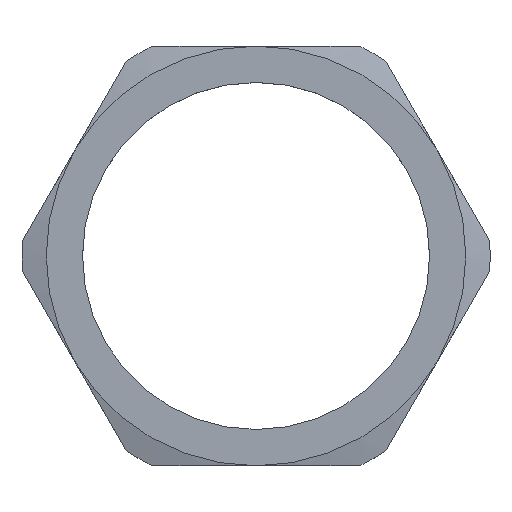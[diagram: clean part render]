
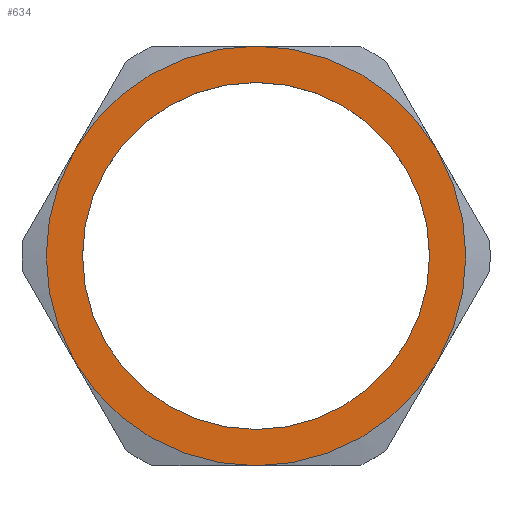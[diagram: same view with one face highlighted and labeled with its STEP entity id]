
A CAD part, top view. The second image highlights one B-rep face of the part: STEP entity #634.
In plain terms, the highlighted planar face has unit normal (0, 0, 1).
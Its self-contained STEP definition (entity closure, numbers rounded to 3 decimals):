
#10 = VERTEX_POINT ( 'NONE', #654 ) ;
#19 = DIRECTION ( 'NONE',  ( 0., 0., -1. ) ) ;
#35 = ORIENTED_EDGE ( 'NONE', *, *, #781, .F. ) ;
#48 = CIRCLE ( 'NONE', #287, 13. ) ;
#49 = FACE_OUTER_BOUND ( 'NONE', #750, .T. ) ;
#62 = VERTEX_POINT ( 'NONE', #688 ) ;
#65 = VERTEX_POINT ( 'NONE', #581 ) ;
#77 = CIRCLE ( 'NONE', #370, 13. ) ;
#85 = CIRCLE ( 'NONE', #257, 13. ) ;
#90 = VERTEX_POINT ( 'NONE', #426 ) ;
#91 = ORIENTED_EDGE ( 'NONE', *, *, #119, .F. ) ;
#106 = EDGE_LOOP ( 'NONE', ( #592, #35 ) ) ;
#115 = CIRCLE ( 'NONE', #187, 10.75 ) ;
#119 = EDGE_CURVE ( 'NONE', #65, #307, #649, .T. ) ;
#137 = EDGE_CURVE ( 'NONE', #307, #521, #77, .T. ) ;
#155 = ORIENTED_EDGE ( 'NONE', *, *, #622, .F. ) ;
#181 = CARTESIAN_POINT ( 'NONE',  ( 0., 0., 1.5 ) ) ;
#187 = AXIS2_PLACEMENT_3D ( 'NONE', #230, #227, #224 ) ;
#202 = ORIENTED_EDGE ( 'NONE', *, *, #515, .F. ) ;
#207 = AXIS2_PLACEMENT_3D ( 'NONE', #348, #346, #345 ) ;
#211 = AXIS2_PLACEMENT_3D ( 'NONE', #368, #367, #365 ) ;
#217 = ORIENTED_EDGE ( 'NONE', *, *, #741, .F. ) ;
#224 = DIRECTION ( 'NONE',  ( 1., 0., 0. ) ) ;
#225 = AXIS2_PLACEMENT_3D ( 'NONE', #448, #466, #444 ) ;
#227 = DIRECTION ( 'NONE',  ( 0., 0., 1. ) ) ;
#230 = CARTESIAN_POINT ( 'NONE',  ( 0., 0., 1.5 ) ) ;
#257 = AXIS2_PLACEMENT_3D ( 'NONE', #458, #455, #454 ) ;
#258 = VERTEX_POINT ( 'NONE', #657 ) ;
#285 = ORIENTED_EDGE ( 'NONE', *, *, #137, .F. ) ;
#287 = AXIS2_PLACEMENT_3D ( 'NONE', #493, #492, #490 ) ;
#293 = FACE_BOUND ( 'NONE', #106, .T. ) ;
#302 = AXIS2_PLACEMENT_3D ( 'NONE', #566, #563, #561 ) ;
#307 = VERTEX_POINT ( 'NONE', #640 ) ;
#310 = ORIENTED_EDGE ( 'NONE', *, *, #570, .F. ) ;
#345 = DIRECTION ( 'NONE',  ( 1., 0., 0. ) ) ;
#346 = DIRECTION ( 'NONE',  ( 0., 0., 1. ) ) ;
#348 = CARTESIAN_POINT ( 'NONE',  ( 0., 0., 1.5 ) ) ;
#352 = DIRECTION ( 'NONE',  ( 0., 1., 0. ) ) ;
#365 = DIRECTION ( 'NONE',  ( 0., 1., 0. ) ) ;
#367 = DIRECTION ( 'NONE',  ( 0., 0., -1. ) ) ;
#368 = CARTESIAN_POINT ( 'NONE',  ( 0., 0., 1.5 ) ) ;
#370 = AXIS2_PLACEMENT_3D ( 'NONE', #181, #788, #780 ) ;
#371 = CARTESIAN_POINT ( 'NONE',  ( 0., 0., 1.5 ) ) ;
#385 = AXIS2_PLACEMENT_3D ( 'NONE', #371, #19, #352 ) ;
#400 = CIRCLE ( 'NONE', #302, 13. ) ;
#426 = CARTESIAN_POINT ( 'NONE',  ( 0., -13., 1.5 ) ) ;
#444 = DIRECTION ( 'NONE',  ( 1., 0., 0. ) ) ;
#445 = PLANE ( 'NONE',  #225 ) ;
#448 = CARTESIAN_POINT ( 'NONE',  ( 0., 0., 1.5 ) ) ;
#454 = DIRECTION ( 'NONE',  ( 0., 1., 0. ) ) ;
#455 = DIRECTION ( 'NONE',  ( 0., 0., -1. ) ) ;
#458 = CARTESIAN_POINT ( 'NONE',  ( 0., 0., 1.5 ) ) ;
#466 = DIRECTION ( 'NONE',  ( 0., 0., 1. ) ) ;
#490 = DIRECTION ( 'NONE',  ( 0., 1., 0. ) ) ;
#492 = DIRECTION ( 'NONE',  ( 0., 0., -1. ) ) ;
#493 = CARTESIAN_POINT ( 'NONE',  ( 0., 0., 1.5 ) ) ;
#494 = VERTEX_POINT ( 'NONE', #602 ) ;
#515 = EDGE_CURVE ( 'NONE', #521, #90, #400, .T. ) ;
#521 = VERTEX_POINT ( 'NONE', #580 ) ;
#561 = DIRECTION ( 'NONE',  ( 0., 1., 0. ) ) ;
#563 = DIRECTION ( 'NONE',  ( 0., 0., -1. ) ) ;
#566 = CARTESIAN_POINT ( 'NONE',  ( 0., 0., 1.5 ) ) ;
#570 = EDGE_CURVE ( 'NONE', #90, #10, #48, .T. ) ;
#580 = CARTESIAN_POINT ( 'NONE',  ( 11.258, -6.5, 1.5 ) ) ;
#581 = CARTESIAN_POINT ( 'NONE',  ( 0., 13., 1.5 ) ) ;
#592 = ORIENTED_EDGE ( 'NONE', *, *, #749, .F. ) ;
#602 = CARTESIAN_POINT ( 'NONE',  ( -10.75, 0., 1.5 ) ) ;
#622 = EDGE_CURVE ( 'NONE', #10, #62, #85, .T. ) ;
#634 = ADVANCED_FACE ( 'NONE', ( #293, #49 ), #445, .T. ) ;
#640 = CARTESIAN_POINT ( 'NONE',  ( 11.258, 6.5, 1.5 ) ) ;
#649 = CIRCLE ( 'NONE', #385, 13. ) ;
#654 = CARTESIAN_POINT ( 'NONE',  ( -11.258, -6.5, 1.5 ) ) ;
#657 = CARTESIAN_POINT ( 'NONE',  ( 10.75, 0., 1.5 ) ) ;
#670 = CIRCLE ( 'NONE', #207, 10.75 ) ;
#688 = CARTESIAN_POINT ( 'NONE',  ( -11.258, 6.5, 1.5 ) ) ;
#741 = EDGE_CURVE ( 'NONE', #62, #65, #754, .T. ) ;
#749 = EDGE_CURVE ( 'NONE', #258, #494, #670, .T. ) ;
#750 = EDGE_LOOP ( 'NONE', ( #91, #217, #155, #310, #202, #285 ) ) ;
#754 = CIRCLE ( 'NONE', #211, 13. ) ;
#780 = DIRECTION ( 'NONE',  ( 0., 1., 0. ) ) ;
#781 = EDGE_CURVE ( 'NONE', #494, #258, #115, .T. ) ;
#788 = DIRECTION ( 'NONE',  ( 0., 0., -1. ) ) ;
